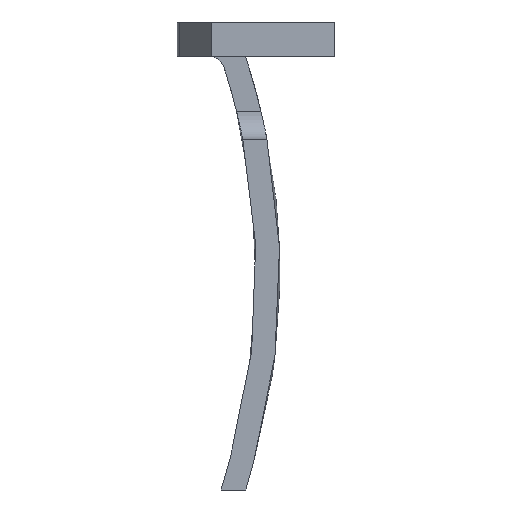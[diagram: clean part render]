
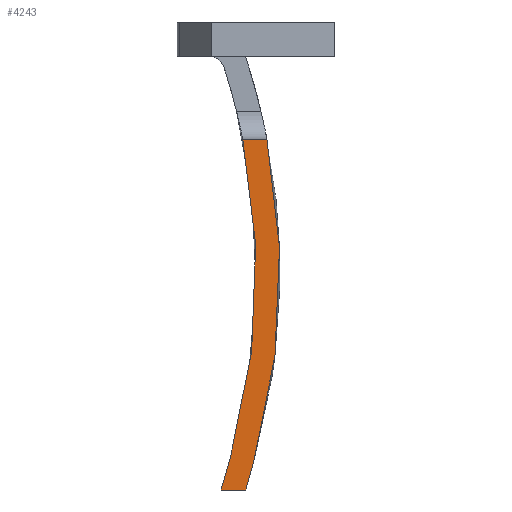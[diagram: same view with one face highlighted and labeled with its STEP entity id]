
A CAD part, left-side view. The second image highlights one B-rep face of the part: STEP entity #4243.
In plain terms, the highlighted planar face has unit normal (-1, 0, 0).
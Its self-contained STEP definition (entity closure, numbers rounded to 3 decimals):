
#1370 = CYLINDRICAL_SURFACE('',#1371,49.011);
#1371 = AXIS2_PLACEMENT_3D('',#1372,#1373,#1374);
#1372 = CARTESIAN_POINT('',(-108.5,70.743,16.169));
#1373 = DIRECTION('',(1.,0.,0.));
#1374 = DIRECTION('',(0.,0.,1.));
#2054 = CYLINDRICAL_SURFACE('',#2055,50.743);
#2055 = AXIS2_PLACEMENT_3D('',#2056,#2057,#2058);
#2056 = CARTESIAN_POINT('',(-108.5,70.743,16.169));
#2057 = DIRECTION('',(1.,0.,0.));
#2058 = DIRECTION('',(0.,0.,1.));
#2819 = VERTEX_POINT('',#2820);
#2820 = CARTESIAN_POINT('',(-158.5,21.93,2.309));
#2834 = PLANE('',#2835);
#2835 = AXIS2_PLACEMENT_3D('',#2836,#2837,#2838);
#2836 = CARTESIAN_POINT('',(-108.5,21.93,2.309));
#2837 = DIRECTION('',(0.,-0.962,
    -0.273));
#2838 = DIRECTION('',(0.,0.273,-0.962)
  );
#2846 = EDGE_CURVE('',#2819,#2847,#2849,.T.);
#2847 = VERTEX_POINT('',#2848);
#2848 = CARTESIAN_POINT('',(-158.5,20.951,25.948));
#2849 = SURFACE_CURVE('',#2850,(#2855,#2862),.PCURVE_S1.);
#2850 = CIRCLE('',#2851,50.743);
#2851 = AXIS2_PLACEMENT_3D('',#2852,#2853,#2854);
#2852 = CARTESIAN_POINT('',(-158.5,70.743,16.169));
#2853 = DIRECTION('',(-1.,0.,0.));
#2854 = DIRECTION('',(0.,0.,1.));
#2855 = PCURVE('',#2054,#2856);
#2856 = DEFINITIONAL_REPRESENTATION('',(#2857),#2861);
#2857 = LINE('',#2858,#2859);
#2858 = CARTESIAN_POINT('',(-0.,-50.));
#2859 = VECTOR('',#2860,1.);
#2860 = DIRECTION('',(-1.,0.));
#2861 = ( GEOMETRIC_REPRESENTATION_CONTEXT(2) 
PARAMETRIC_REPRESENTATION_CONTEXT() REPRESENTATION_CONTEXT('2D SPACE',''
  ) );
#2862 = PCURVE('',#2863,#2868);
#2863 = PLANE('',#2864);
#2864 = AXIS2_PLACEMENT_3D('',#2865,#2866,#2867);
#2865 = CARTESIAN_POINT('',(-158.5,22.251,17.485));
#2866 = DIRECTION('',(1.,0.,0.));
#2867 = DIRECTION('',(0.,1.,0.));
#2868 = DEFINITIONAL_REPRESENTATION('',(#2869),#2877);
#2869 = ( BOUNDED_CURVE() B_SPLINE_CURVE(2,(#2870,#2871,#2872,#2873,
#2874,#2875,#2876),.UNSPECIFIED.,.T.,.F.) B_SPLINE_CURVE_WITH_KNOTS((1,2
    ,2,2,2,1),(-2.094,0.,2.094,4.189,
6.283,8.378),.UNSPECIFIED.) CURVE() 
GEOMETRIC_REPRESENTATION_ITEM() RATIONAL_B_SPLINE_CURVE((1.,0.5,1.,0.5,
1.,0.5,1.)) REPRESENTATION_ITEM('') );
#2870 = CARTESIAN_POINT('',(48.492,49.427));
#2871 = CARTESIAN_POINT('',(136.381,49.427));
#2872 = CARTESIAN_POINT('',(92.436,-26.688));
#2873 = CARTESIAN_POINT('',(48.492,-102.802));
#2874 = CARTESIAN_POINT('',(4.547,-26.688));
#2875 = CARTESIAN_POINT('',(-39.397,49.427));
#2876 = CARTESIAN_POINT('',(48.492,49.427));
#2877 = ( GEOMETRIC_REPRESENTATION_CONTEXT(2) 
PARAMETRIC_REPRESENTATION_CONTEXT() REPRESENTATION_CONTEXT('2D SPACE',''
  ) );
#2894 = PLANE('',#2895);
#2895 = AXIS2_PLACEMENT_3D('',#2896,#2897,#2898);
#2896 = CARTESIAN_POINT('',(-157.8,30.,25.948));
#2897 = DIRECTION('',(0.,0.,-1.));
#2898 = DIRECTION('',(-1.,0.,0.));
#3854 = VERTEX_POINT('',#3855);
#3855 = CARTESIAN_POINT('',(-158.5,23.595,2.782));
#3869 = PLANE('',#3870);
#3870 = AXIS2_PLACEMENT_3D('',#3871,#3872,#3873);
#3871 = CARTESIAN_POINT('',(-108.5,23.595,2.782));
#3872 = DIRECTION('',(0.,-0.962,
    -0.273));
#3873 = DIRECTION('',(0.,0.273,-0.962)
  );
#3881 = EDGE_CURVE('',#3854,#3882,#3884,.T.);
#3882 = VERTEX_POINT('',#3883);
#3883 = CARTESIAN_POINT('',(-158.5,22.717,25.948));
#3884 = SURFACE_CURVE('',#3885,(#3890,#3897),.PCURVE_S1.);
#3885 = CIRCLE('',#3886,49.011);
#3886 = AXIS2_PLACEMENT_3D('',#3887,#3888,#3889);
#3887 = CARTESIAN_POINT('',(-158.5,70.743,16.169));
#3888 = DIRECTION('',(-1.,0.,0.));
#3889 = DIRECTION('',(0.,0.,1.));
#3890 = PCURVE('',#1370,#3891);
#3891 = DEFINITIONAL_REPRESENTATION('',(#3892),#3896);
#3892 = LINE('',#3893,#3894);
#3893 = CARTESIAN_POINT('',(-0.,-50.));
#3894 = VECTOR('',#3895,1.);
#3895 = DIRECTION('',(-1.,0.));
#3896 = ( GEOMETRIC_REPRESENTATION_CONTEXT(2) 
PARAMETRIC_REPRESENTATION_CONTEXT() REPRESENTATION_CONTEXT('2D SPACE',''
  ) );
#3897 = PCURVE('',#2863,#3898);
#3898 = DEFINITIONAL_REPRESENTATION('',(#3899),#3907);
#3899 = ( BOUNDED_CURVE() B_SPLINE_CURVE(2,(#3900,#3901,#3902,#3903,
#3904,#3905,#3906),.UNSPECIFIED.,.T.,.F.) B_SPLINE_CURVE_WITH_KNOTS((1,2
    ,2,2,2,1),(-2.094,0.,2.094,4.189,
6.283,8.378),.UNSPECIFIED.) CURVE() 
GEOMETRIC_REPRESENTATION_ITEM() RATIONAL_B_SPLINE_CURVE((1.,0.5,1.,0.5,
1.,0.5,1.)) REPRESENTATION_ITEM('') );
#3900 = CARTESIAN_POINT('',(48.492,47.695));
#3901 = CARTESIAN_POINT('',(133.381,47.695));
#3902 = CARTESIAN_POINT('',(90.936,-25.822));
#3903 = CARTESIAN_POINT('',(48.492,-99.339));
#3904 = CARTESIAN_POINT('',(6.047,-25.822));
#3905 = CARTESIAN_POINT('',(-36.398,47.695));
#3906 = CARTESIAN_POINT('',(48.492,47.695));
#3907 = ( GEOMETRIC_REPRESENTATION_CONTEXT(2) 
PARAMETRIC_REPRESENTATION_CONTEXT() REPRESENTATION_CONTEXT('2D SPACE',''
  ) );
#4225 = EDGE_CURVE('',#2847,#3882,#4226,.T.);
#4226 = SURFACE_CURVE('',#4227,(#4231,#4237),.PCURVE_S1.);
#4227 = LINE('',#4228,#4229);
#4228 = CARTESIAN_POINT('',(-158.5,26.126,25.948));
#4229 = VECTOR('',#4230,1.);
#4230 = DIRECTION('',(0.,1.,0.));
#4231 = PCURVE('',#2894,#4232);
#4232 = DEFINITIONAL_REPRESENTATION('',(#4233),#4236);
#4233 = B_SPLINE_CURVE_WITH_KNOTS('',1,(#4234,#4235),.UNSPECIFIED.,.F.,
  .F.,(2,2),(-6.126,-1.117),.PIECEWISE_BEZIER_KNOTS.);
#4234 = CARTESIAN_POINT('',(0.7,-10.));
#4235 = CARTESIAN_POINT('',(0.7,-4.991));
#4236 = ( GEOMETRIC_REPRESENTATION_CONTEXT(2) 
PARAMETRIC_REPRESENTATION_CONTEXT() REPRESENTATION_CONTEXT('2D SPACE',''
  ) );
#4237 = PCURVE('',#2863,#4238);
#4238 = DEFINITIONAL_REPRESENTATION('',(#4239),#4242);
#4239 = B_SPLINE_CURVE_WITH_KNOTS('',1,(#4240,#4241),.UNSPECIFIED.,.F.,
  .F.,(2,2),(-6.126,-1.117),.PIECEWISE_BEZIER_KNOTS.);
#4240 = CARTESIAN_POINT('',(-2.251,8.462));
#4241 = CARTESIAN_POINT('',(2.757,8.462));
#4242 = ( GEOMETRIC_REPRESENTATION_CONTEXT(2) 
PARAMETRIC_REPRESENTATION_CONTEXT() REPRESENTATION_CONTEXT('2D SPACE',''
  ) );
#4243 = ADVANCED_FACE('',(#4244),#2863,.F.);
#4244 = FACE_BOUND('',#4245,.F.);
#4245 = EDGE_LOOP('',(#4246,#4247,#4270,#4298,#4319,#4320));
#4246 = ORIENTED_EDGE('',*,*,#2846,.F.);
#4247 = ORIENTED_EDGE('',*,*,#4248,.T.);
#4248 = EDGE_CURVE('',#2819,#4249,#4251,.T.);
#4249 = VERTEX_POINT('',#4250);
#4250 = CARTESIAN_POINT('',(-158.5,22.5,0.3));
#4251 = SURFACE_CURVE('',#4252,(#4256,#4263),.PCURVE_S1.);
#4252 = LINE('',#4253,#4254);
#4253 = CARTESIAN_POINT('',(-158.5,21.93,2.309));
#4254 = VECTOR('',#4255,1.);
#4255 = DIRECTION('',(0.,0.273,-0.962)
  );
#4256 = PCURVE('',#2863,#4257);
#4257 = DEFINITIONAL_REPRESENTATION('',(#4258),#4262);
#4258 = LINE('',#4259,#4260);
#4259 = CARTESIAN_POINT('',(-0.322,-15.176));
#4260 = VECTOR('',#4261,1.);
#4261 = DIRECTION('',(0.273,-0.962));
#4262 = ( GEOMETRIC_REPRESENTATION_CONTEXT(2) 
PARAMETRIC_REPRESENTATION_CONTEXT() REPRESENTATION_CONTEXT('2D SPACE',''
  ) );
#4263 = PCURVE('',#2834,#4264);
#4264 = DEFINITIONAL_REPRESENTATION('',(#4265),#4269);
#4265 = LINE('',#4266,#4267);
#4266 = CARTESIAN_POINT('',(0.,-50.));
#4267 = VECTOR('',#4268,1.);
#4268 = DIRECTION('',(1.,0.));
#4269 = ( GEOMETRIC_REPRESENTATION_CONTEXT(2) 
PARAMETRIC_REPRESENTATION_CONTEXT() REPRESENTATION_CONTEXT('2D SPACE',''
  ) );
#4270 = ORIENTED_EDGE('',*,*,#4271,.F.);
#4271 = EDGE_CURVE('',#4272,#4249,#4274,.T.);
#4272 = VERTEX_POINT('',#4273);
#4273 = CARTESIAN_POINT('',(-158.5,24.3,0.3));
#4274 = SURFACE_CURVE('',#4275,(#4279,#4286),.PCURVE_S1.);
#4275 = LINE('',#4276,#4277);
#4276 = CARTESIAN_POINT('',(-158.5,24.3,0.3));
#4277 = VECTOR('',#4278,1.);
#4278 = DIRECTION('',(0.,-1.,0.));
#4279 = PCURVE('',#2863,#4280);
#4280 = DEFINITIONAL_REPRESENTATION('',(#4281),#4285);
#4281 = LINE('',#4282,#4283);
#4282 = CARTESIAN_POINT('',(2.049,-17.185));
#4283 = VECTOR('',#4284,1.);
#4284 = DIRECTION('',(-1.,0.));
#4285 = ( GEOMETRIC_REPRESENTATION_CONTEXT(2) 
PARAMETRIC_REPRESENTATION_CONTEXT() REPRESENTATION_CONTEXT('2D SPACE',''
  ) );
#4286 = PCURVE('',#4287,#4292);
#4287 = PLANE('',#4288);
#4288 = AXIS2_PLACEMENT_3D('',#4289,#4290,#4291);
#4289 = CARTESIAN_POINT('',(-108.5,24.3,0.3));
#4290 = DIRECTION('',(0.,0.,1.));
#4291 = DIRECTION('',(0.,-1.,0.));
#4292 = DEFINITIONAL_REPRESENTATION('',(#4293),#4297);
#4293 = LINE('',#4294,#4295);
#4294 = CARTESIAN_POINT('',(0.,-50.));
#4295 = VECTOR('',#4296,1.);
#4296 = DIRECTION('',(1.,0.));
#4297 = ( GEOMETRIC_REPRESENTATION_CONTEXT(2) 
PARAMETRIC_REPRESENTATION_CONTEXT() REPRESENTATION_CONTEXT('2D SPACE',''
  ) );
#4298 = ORIENTED_EDGE('',*,*,#4299,.F.);
#4299 = EDGE_CURVE('',#3854,#4272,#4300,.T.);
#4300 = SURFACE_CURVE('',#4301,(#4305,#4312),.PCURVE_S1.);
#4301 = LINE('',#4302,#4303);
#4302 = CARTESIAN_POINT('',(-158.5,23.595,2.782));
#4303 = VECTOR('',#4304,1.);
#4304 = DIRECTION('',(0.,0.273,-0.962)
  );
#4305 = PCURVE('',#2863,#4306);
#4306 = DEFINITIONAL_REPRESENTATION('',(#4307),#4311);
#4307 = LINE('',#4308,#4309);
#4308 = CARTESIAN_POINT('',(1.344,-14.703));
#4309 = VECTOR('',#4310,1.);
#4310 = DIRECTION('',(0.273,-0.962));
#4311 = ( GEOMETRIC_REPRESENTATION_CONTEXT(2) 
PARAMETRIC_REPRESENTATION_CONTEXT() REPRESENTATION_CONTEXT('2D SPACE',''
  ) );
#4312 = PCURVE('',#3869,#4313);
#4313 = DEFINITIONAL_REPRESENTATION('',(#4314),#4318);
#4314 = LINE('',#4315,#4316);
#4315 = CARTESIAN_POINT('',(0.,-50.));
#4316 = VECTOR('',#4317,1.);
#4317 = DIRECTION('',(1.,0.));
#4318 = ( GEOMETRIC_REPRESENTATION_CONTEXT(2) 
PARAMETRIC_REPRESENTATION_CONTEXT() REPRESENTATION_CONTEXT('2D SPACE',''
  ) );
#4319 = ORIENTED_EDGE('',*,*,#3881,.T.);
#4320 = ORIENTED_EDGE('',*,*,#4225,.F.);
